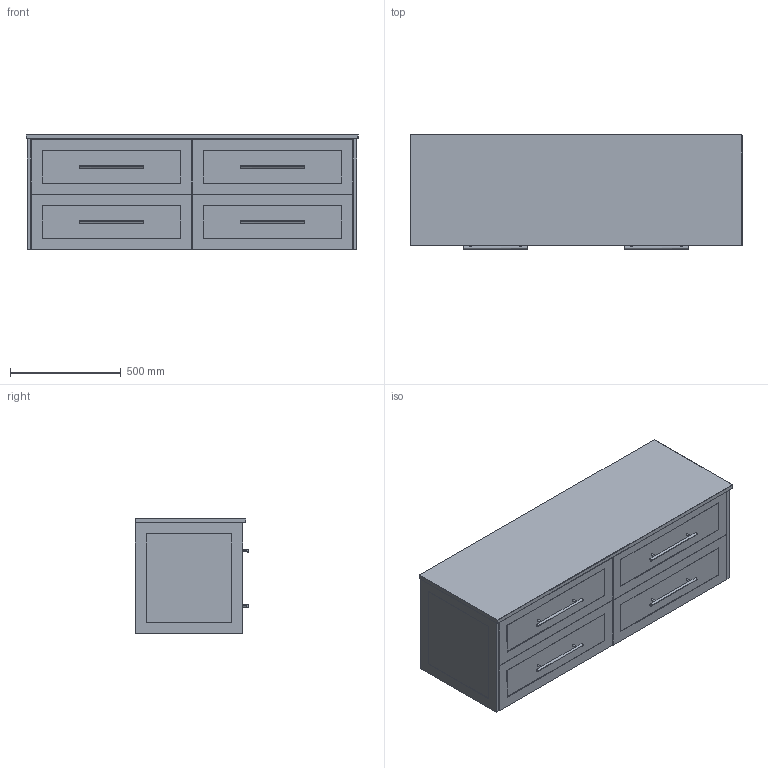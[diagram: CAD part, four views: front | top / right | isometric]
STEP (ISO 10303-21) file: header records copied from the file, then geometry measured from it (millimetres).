
FILE_DESCRIPTION(/* description */ (''),/* implementation_level */ '2;1');
FILE_NAME(/* name */ 'Kado Lux All-Drawer WH 1500 (20MM)',/* time_stamp */ '2025-07-09T14:57:06+10:00',/* author */ (''),/* organization */ (''),/* preprocessor_version */ 'ST-DEVELOPER v16.5',/* originating_system */ '',/* authorisation */ '');
FILE_SCHEMA (('AUTOMOTIVE_DESIGN'));
Length unit declared in the file: millimetre
Products named in the file (9): Document; Kado Lux All-Drawer WH 1500 (20MM); Blank Benchtops ALL1516171819202122; 1500 Benchtop (20MM) DRW456789; Kado Lux All-Drawer (Wall Hung)2526; Kado Lux All-Drawer WH ALL CARCASS2324; Kado Lux All-Drawer WH 1500 Carcass1314; Cross Bar handle 2241112; Kado Lux All-Drawer WH 1500 Carcass2
Assembly tree (11 placements, depth 6):
  Document
    Kado Lux All-Drawer WH 1500 (20MM)
      Blank Benchtops ALL1516171819202122
        1500 Benchtop (20MM) DRW456789
      Kado Lux All-Drawer (Wall Hung)2526
        Kado Lux All-Drawer WH ALL CARCASS2324
          Kado Lux All-Drawer WH 1500 Carcass1314
            Cross Bar handle 2241112  x4
            Kado Lux All-Drawer WH 1500 Carcass2
Bounding box: 1500 x 515 x 520 mm (x, y, z)
Volume: 57931234.5 mm3; surface area: 9400816.3 mm2
Topology: 12 solids, 12 shells, 193 faces, 418 edges, 260 vertices
Faces by surface type: plane 107, cylinder 66, bspline 20
Entity records: 4419 total; most frequent: CARTESIAN_POINT 1690, ORIENTED_EDGE 660, EDGE_CURVE 330, B_SPLINE_CURVE_WITH_KNOTS 238, VERTEX_POINT 212, DIRECTION 189, EDGE_LOOP 182, AXIS2_PLACEMENT_3D 166
